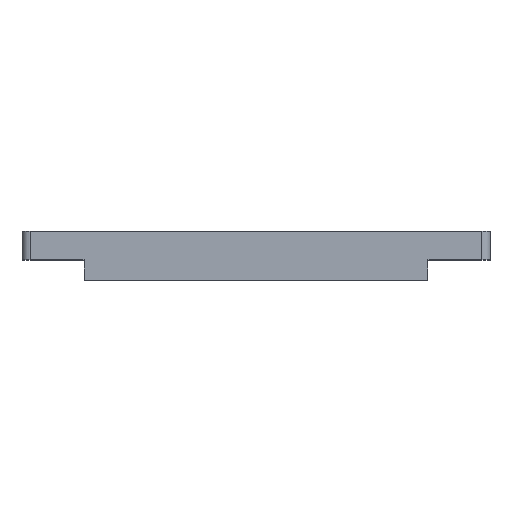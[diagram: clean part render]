
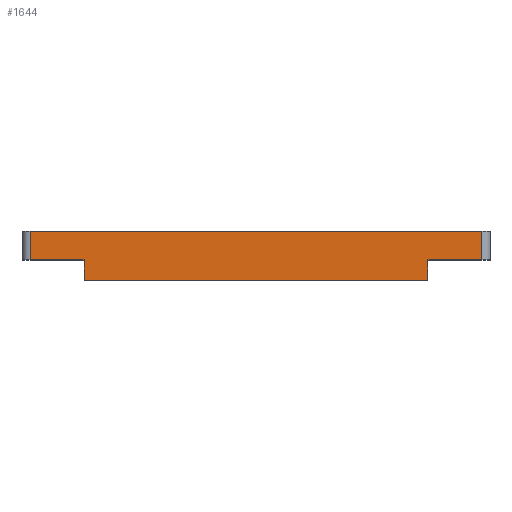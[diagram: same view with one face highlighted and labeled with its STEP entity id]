
A CAD part, top view. The second image highlights one B-rep face of the part: STEP entity #1644.
In plain terms, the highlighted planar face has unit normal (0, 0, 1).
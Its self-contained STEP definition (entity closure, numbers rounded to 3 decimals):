
#113=PLANE('',#1839);
#173=FACE_OUTER_BOUND('',#291,.T.);
#291=EDGE_LOOP('',(#1335,#1336,#1337,#1338,#1339,#1340,#1341,#1342));
#486=LINE('',#2469,#575);
#527=LINE('',#2773,#616);
#531=LINE('',#2789,#620);
#535=LINE('',#2922,#624);
#547=LINE('',#3232,#636);
#548=LINE('',#3234,#637);
#549=LINE('',#3235,#638);
#550=LINE('',#3236,#639);
#575=VECTOR('',#1982,10.);
#616=VECTOR('',#2169,10.);
#620=VECTOR('',#2181,10.);
#624=VECTOR('',#2213,10.);
#636=VECTOR('',#2243,10.);
#637=VECTOR('',#2246,10.);
#638=VECTOR('',#2247,10.);
#639=VECTOR('',#2248,10.);
#678=VERTEX_POINT('',#2455);
#684=VERTEX_POINT('',#2467);
#769=VERTEX_POINT('',#2770);
#770=VERTEX_POINT('',#2772);
#777=VERTEX_POINT('',#2786);
#778=VERTEX_POINT('',#2788);
#788=VERTEX_POINT('',#2919);
#789=VERTEX_POINT('',#2921);
#848=EDGE_CURVE('',#678,#684,#486,.T.);
#951=EDGE_CURVE('',#769,#770,#527,.T.);
#959=EDGE_CURVE('',#777,#778,#531,.T.);
#983=EDGE_CURVE('',#788,#789,#535,.T.);
#1017=EDGE_CURVE('',#678,#777,#547,.T.);
#1018=EDGE_CURVE('',#770,#684,#548,.T.);
#1019=EDGE_CURVE('',#769,#789,#549,.T.);
#1020=EDGE_CURVE('',#778,#788,#550,.T.);
#1335=ORIENTED_EDGE('',*,*,#1017,.F.);
#1336=ORIENTED_EDGE('',*,*,#848,.T.);
#1337=ORIENTED_EDGE('',*,*,#1018,.F.);
#1338=ORIENTED_EDGE('',*,*,#951,.F.);
#1339=ORIENTED_EDGE('',*,*,#1019,.T.);
#1340=ORIENTED_EDGE('',*,*,#983,.F.);
#1341=ORIENTED_EDGE('',*,*,#1020,.F.);
#1342=ORIENTED_EDGE('',*,*,#959,.F.);
#1644=ADVANCED_FACE('',(#173),#113,.T.);
#1839=AXIS2_PLACEMENT_3D('',#3233,#2244,#2245);
#1982=DIRECTION('',(-1.,0.,0.));
#2169=DIRECTION('',(-1.,0.,0.));
#2181=DIRECTION('',(-1.,0.,0.));
#2213=DIRECTION('',(-1.,0.,0.));
#2243=DIRECTION('',(0.,-1.,0.));
#2244=DIRECTION('center_axis',(0.,0.,1.));
#2245=DIRECTION('ref_axis',(-1.,0.,0.));
#2246=DIRECTION('',(0.,1.,0.));
#2247=DIRECTION('',(0.,-1.,0.));
#2248=DIRECTION('',(0.,-1.,0.));
#2455=CARTESIAN_POINT('',(112.3,0.,114.3));
#2467=CARTESIAN_POINT('',(2.,0.,114.3));
#2469=CARTESIAN_POINT('',(114.3,0.,114.3));
#2770=CARTESIAN_POINT('',(15.145,-7.,114.3));
#2772=CARTESIAN_POINT('',(2.,-7.,114.3));
#2773=CARTESIAN_POINT('',(114.3,-7.,114.3));
#2786=CARTESIAN_POINT('',(112.3,-7.,114.3));
#2788=CARTESIAN_POINT('',(99.155,-7.,114.3));
#2789=CARTESIAN_POINT('',(114.3,-7.,114.3));
#2919=CARTESIAN_POINT('',(99.155,-12.065,114.3));
#2921=CARTESIAN_POINT('',(15.145,-12.065,114.3));
#2922=CARTESIAN_POINT('',(78.153,-12.065,114.3));
#3232=CARTESIAN_POINT('',(112.3,0.,114.3));
#3233=CARTESIAN_POINT('Origin',(114.3,0.,114.3));
#3234=CARTESIAN_POINT('',(2.,0.,114.3));
#3235=CARTESIAN_POINT('',(15.145,-7.,114.3));
#3236=CARTESIAN_POINT('',(99.155,-7.,114.3));
